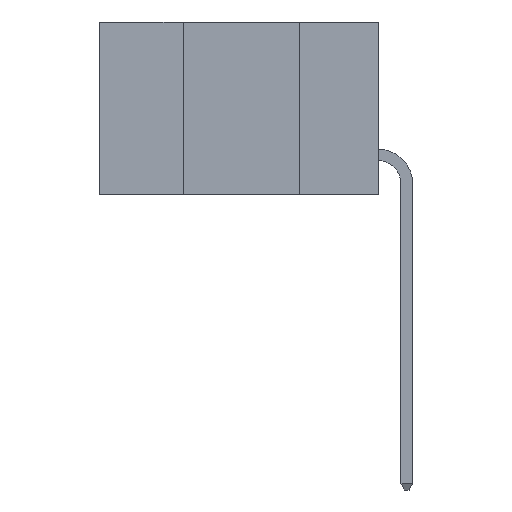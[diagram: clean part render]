
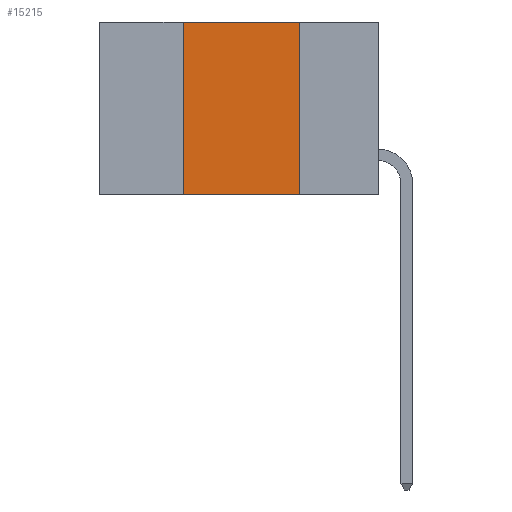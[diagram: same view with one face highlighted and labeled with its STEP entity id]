
A CAD part, left-side view. The second image highlights one B-rep face of the part: STEP entity #15215.
In plain terms, the highlighted planar face has unit normal (-1, 0, 0).
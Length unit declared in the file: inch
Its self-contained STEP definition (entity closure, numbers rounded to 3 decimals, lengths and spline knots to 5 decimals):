
#683 = VERTEX_POINT ( 'NONE', #7490 ) ;
#883 = VERTEX_POINT ( 'NONE', #14857 ) ;
#1858 = EDGE_CURVE ( 'NONE', #5700, #683, #6300, .T. ) ;
#1863 = CARTESIAN_POINT ( 'NONE',  ( 0., 0.17, 0. ) ) ;
#2620 = ORIENTED_EDGE ( 'NONE', *, *, #1858, .T. ) ;
#3233 = CARTESIAN_POINT ( 'NONE',  ( 0., 0.42, -0.37 ) ) ;
#4803 = ORIENTED_EDGE ( 'NONE', *, *, #12122, .F. ) ;
#5110 = VECTOR ( 'NONE', #9972, 39.37008 ) ;
#5392 = DIRECTION ( 'NONE',  ( 0., 0., -1. ) ) ;
#5700 = VERTEX_POINT ( 'NONE', #13638 ) ;
#5905 = VECTOR ( 'NONE', #11882, 39.37008 ) ;
#6052 = CARTESIAN_POINT ( 'NONE',  ( 0., 0.6, -0.37 ) ) ;
#6300 = LINE ( 'NONE', #6052, #9617 ) ;
#6591 = EDGE_LOOP ( 'NONE', ( #4803, #15738, #7536, #2620 ) ) ;
#7271 = FACE_OUTER_BOUND ( 'NONE', #6591, .T. ) ;
#7490 = CARTESIAN_POINT ( 'NONE',  ( 0., 0.17, -0.37 ) ) ;
#7495 = CARTESIAN_POINT ( 'NONE',  ( 0., 0.6, 0. ) ) ;
#7536 = ORIENTED_EDGE ( 'NONE', *, *, #13597, .F. ) ;
#7932 = VERTEX_POINT ( 'NONE', #1863 ) ;
#7949 = CARTESIAN_POINT ( 'NONE',  ( 0., 0.17, -0.37 ) ) ;
#8250 = DIRECTION ( 'NONE',  ( 1., 0., 0. ) ) ;
#8756 = DIRECTION ( 'NONE',  ( 0., 0., -1. ) ) ;
#8852 = LINE ( 'NONE', #3233, #5905 ) ;
#9617 = VECTOR ( 'NONE', #12918, 39.37008 ) ;
#9972 = DIRECTION ( 'NONE',  ( 0., -1., 0. ) ) ;
#11166 = CARTESIAN_POINT ( 'NONE',  ( 0., 0.6, 0. ) ) ;
#11882 = DIRECTION ( 'NONE',  ( 0., 0., 1. ) ) ;
#11931 = VECTOR ( 'NONE', #5392, 39.37008 ) ;
#12122 = EDGE_CURVE ( 'NONE', #7932, #683, #15182, .T. ) ;
#12918 = DIRECTION ( 'NONE',  ( 0., -1., 0. ) ) ;
#13597 = EDGE_CURVE ( 'NONE', #5700, #883, #8852, .T. ) ;
#13638 = CARTESIAN_POINT ( 'NONE',  ( 0., 0.42, -0.37 ) ) ;
#14056 = EDGE_CURVE ( 'NONE', #883, #7932, #15312, .T. ) ;
#14243 = AXIS2_PLACEMENT_3D ( 'NONE', #11166, #8250, #8756 ) ;
#14810 = PLANE ( 'NONE',  #14243 ) ;
#14857 = CARTESIAN_POINT ( 'NONE',  ( 0., 0.42, 0. ) ) ;
#15182 = LINE ( 'NONE', #7949, #11931 ) ;
#15215 = ADVANCED_FACE ( 'NONE', ( #7271 ), #14810, .F. ) ;
#15312 = LINE ( 'NONE', #7495, #5110 ) ;
#15738 = ORIENTED_EDGE ( 'NONE', *, *, #14056, .F. ) ;
